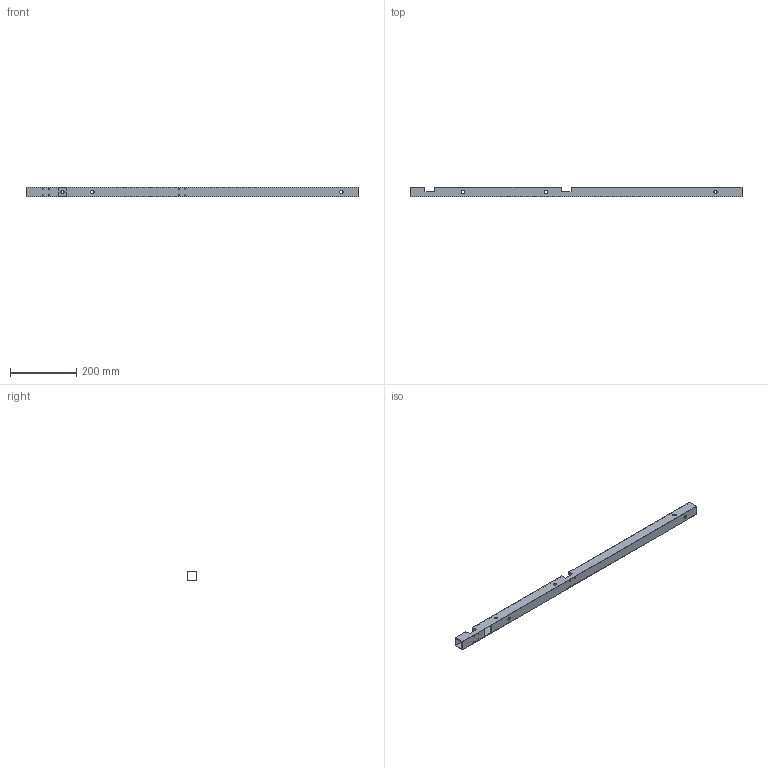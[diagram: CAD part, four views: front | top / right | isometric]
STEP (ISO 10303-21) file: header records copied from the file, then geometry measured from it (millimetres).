
FILE_DESCRIPTION (( 'STEP AP214' ), '1' );
FILE_NAME ('3MarkerWand.STEP', '2024-06-16T21:52:51', ( '' ), ( '' ), 'SwSTEP 2.0', 'SolidWorks 2024', '' );
FILE_SCHEMA (( 'AUTOMOTIVE_DESIGN' ));
Length unit declared in the file: millimetre
Products named in the file (1): 3MarkerWand
Bounding box: 1000 x 30 x 30 mm (x, y, z)
Volume: 207848.4 mm3; surface area: 210852.2 mm2
Topology: 1 solids, 1 shells, 72 faces, 240 edges, 160 vertices
Faces by surface type: plane 44, cylinder 28
Entity records: 2739 total; most frequent: ORIENTED_EDGE 480, CARTESIAN_POINT 473, DIRECTION 442, EDGE_CURVE 240, VECTOR 184, LINE 184, VERTEX_POINT 160, AXIS2_PLACEMENT_3D 129
